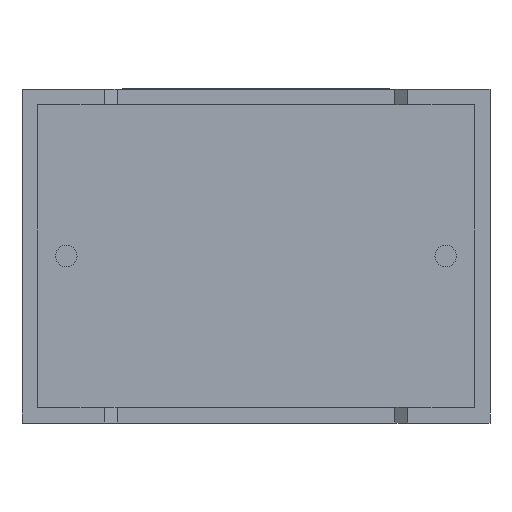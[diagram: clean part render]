
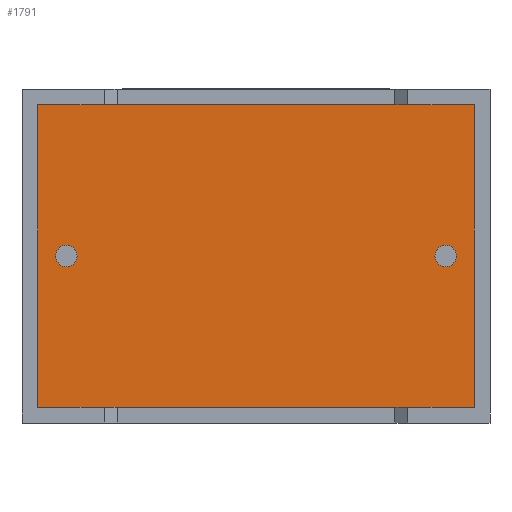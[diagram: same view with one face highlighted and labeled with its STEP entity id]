
A CAD part, front view. The second image highlights one B-rep face of the part: STEP entity #1791.
In plain terms, the highlighted planar face has unit normal (0, -1, 0).
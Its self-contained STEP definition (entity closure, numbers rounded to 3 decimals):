
#24 = EDGE_CURVE ( 'NONE', #2864, #2763, #2596, .T. ) ;
#122 = CARTESIAN_POINT ( 'NONE',  ( 16.75, 0.75, 6.6 ) ) ;
#153 = VECTOR ( 'NONE', #2576, 1000. ) ;
#156 = CARTESIAN_POINT ( 'NONE',  ( 1.75, 0.75, 6.175 ) ) ;
#208 = VERTEX_POINT ( 'NONE', #1854 ) ;
#239 = ORIENTED_EDGE ( 'NONE', *, *, #24, .T. ) ;
#268 = LINE ( 'NONE', #822, #1220 ) ;
#302 = FACE_BOUND ( 'NONE', #2944, .T. ) ;
#371 = CARTESIAN_POINT ( 'NONE',  ( 1.75, 0.75, 6.6 ) ) ;
#385 = DIRECTION ( 'NONE',  ( 0., 0., -1. ) ) ;
#423 = EDGE_LOOP ( 'NONE', ( #1458, #2010, #1653, #239 ) ) ;
#455 = DIRECTION ( 'NONE',  ( -1., 0., 0. ) ) ;
#464 = DIRECTION ( 'NONE',  ( 0., -1., 0. ) ) ;
#513 = VECTOR ( 'NONE', #455, 1000. ) ;
#545 = AXIS2_PLACEMENT_3D ( 'NONE', #1468, #1958, #1498 ) ;
#569 = CARTESIAN_POINT ( 'NONE',  ( 17.883, 0.75, 0.617 ) ) ;
#578 = DIRECTION ( 'NONE',  ( 0., 0., -1. ) ) ;
#631 = CIRCLE ( 'NONE', #2185, 0.425 ) ;
#652 = CARTESIAN_POINT ( 'NONE',  ( 1.75, 0.75, 7.025 ) ) ;
#683 = CARTESIAN_POINT ( 'NONE',  ( 17.883, 0.75, 12.583 ) ) ;
#763 = DIRECTION ( 'NONE',  ( 0., 0., -1. ) ) ;
#822 = CARTESIAN_POINT ( 'NONE',  ( 17.883, 0.75, 0.617 ) ) ;
#851 = CARTESIAN_POINT ( 'NONE',  ( 0.617, 0.75, 0.617 ) ) ;
#880 = EDGE_CURVE ( 'NONE', #1425, #1335, #2954, .T. ) ;
#936 = CARTESIAN_POINT ( 'NONE',  ( 0., 0.75, 0. ) ) ;
#978 = LINE ( 'NONE', #1535, #153 ) ;
#1059 = FACE_BOUND ( 'NONE', #2121, .T. ) ;
#1065 = DIRECTION ( 'NONE',  ( 0., 0., 1. ) ) ;
#1075 = AXIS2_PLACEMENT_3D ( 'NONE', #122, #1102, #385 ) ;
#1102 = DIRECTION ( 'NONE',  ( 0., -1., 0. ) ) ;
#1220 = VECTOR ( 'NONE', #1065, 1000. ) ;
#1286 = VERTEX_POINT ( 'NONE', #652 ) ;
#1294 = VERTEX_POINT ( 'NONE', #156 ) ;
#1335 = VERTEX_POINT ( 'NONE', #569 ) ;
#1343 = DIRECTION ( 'NONE',  ( 1., 0., 0. ) ) ;
#1387 = PLANE ( 'NONE',  #2029 ) ;
#1425 = VERTEX_POINT ( 'NONE', #1671 ) ;
#1458 = ORIENTED_EDGE ( 'NONE', *, *, #3045, .T. ) ;
#1464 = CIRCLE ( 'NONE', #545, 0.425 ) ;
#1468 = CARTESIAN_POINT ( 'NONE',  ( 1.75, 0.75, 6.6 ) ) ;
#1473 = ORIENTED_EDGE ( 'NONE', *, *, #2598, .F. ) ;
#1498 = DIRECTION ( 'NONE',  ( 0., 0., -1. ) ) ;
#1521 = EDGE_CURVE ( 'NONE', #1335, #2864, #268, .T. ) ;
#1535 = CARTESIAN_POINT ( 'NONE',  ( 0.617, 0.75, 12.583 ) ) ;
#1539 = EDGE_CURVE ( 'NONE', #1294, #1286, #1464, .T. ) ;
#1562 = CIRCLE ( 'NONE', #2832, 0.425 ) ;
#1653 = ORIENTED_EDGE ( 'NONE', *, *, #1521, .T. ) ;
#1671 = CARTESIAN_POINT ( 'NONE',  ( 0.617, 0.75, 0.617 ) ) ;
#1787 = CIRCLE ( 'NONE', #1075, 0.425 ) ;
#1791 = ADVANCED_FACE ( 'NONE', ( #302, #2760, #1059 ), #1387, .T. ) ;
#1796 = DIRECTION ( 'NONE',  ( 0., -1., 0. ) ) ;
#1854 = CARTESIAN_POINT ( 'NONE',  ( 16.75, 0.75, 6.175 ) ) ;
#1958 = DIRECTION ( 'NONE',  ( 0., -1., 0. ) ) ;
#1980 = DIRECTION ( 'NONE',  ( 0., -1., 0. ) ) ;
#2010 = ORIENTED_EDGE ( 'NONE', *, *, #880, .T. ) ;
#2029 = AXIS2_PLACEMENT_3D ( 'NONE', #936, #464, #2575 ) ;
#2098 = CARTESIAN_POINT ( 'NONE',  ( 0.617, 0.75, 12.583 ) ) ;
#2121 = EDGE_LOOP ( 'NONE', ( #1473, #2174 ) ) ;
#2144 = CARTESIAN_POINT ( 'NONE',  ( 16.75, 0.75, 7.025 ) ) ;
#2174 = ORIENTED_EDGE ( 'NONE', *, *, #1539, .F. ) ;
#2185 = AXIS2_PLACEMENT_3D ( 'NONE', #2677, #1980, #763 ) ;
#2188 = EDGE_CURVE ( 'NONE', #208, #2390, #1787, .T. ) ;
#2357 = VECTOR ( 'NONE', #1343, 1000. ) ;
#2390 = VERTEX_POINT ( 'NONE', #2144 ) ;
#2463 = EDGE_CURVE ( 'NONE', #2390, #208, #631, .T. ) ;
#2505 = CARTESIAN_POINT ( 'NONE',  ( 17.883, 0.75, 12.583 ) ) ;
#2575 = DIRECTION ( 'NONE',  ( 0., 0., -1. ) ) ;
#2576 = DIRECTION ( 'NONE',  ( 0., 0., -1. ) ) ;
#2596 = LINE ( 'NONE', #683, #513 ) ;
#2598 = EDGE_CURVE ( 'NONE', #1286, #1294, #1562, .T. ) ;
#2677 = CARTESIAN_POINT ( 'NONE',  ( 16.75, 0.75, 6.6 ) ) ;
#2760 = FACE_OUTER_BOUND ( 'NONE', #423, .T. ) ;
#2763 = VERTEX_POINT ( 'NONE', #2098 ) ;
#2832 = AXIS2_PLACEMENT_3D ( 'NONE', #371, #1796, #578 ) ;
#2864 = VERTEX_POINT ( 'NONE', #2505 ) ;
#2944 = EDGE_LOOP ( 'NONE', ( #3029, #2981 ) ) ;
#2954 = LINE ( 'NONE', #851, #2357 ) ;
#2981 = ORIENTED_EDGE ( 'NONE', *, *, #2188, .F. ) ;
#3029 = ORIENTED_EDGE ( 'NONE', *, *, #2463, .F. ) ;
#3045 = EDGE_CURVE ( 'NONE', #2763, #1425, #978, .T. ) ;
